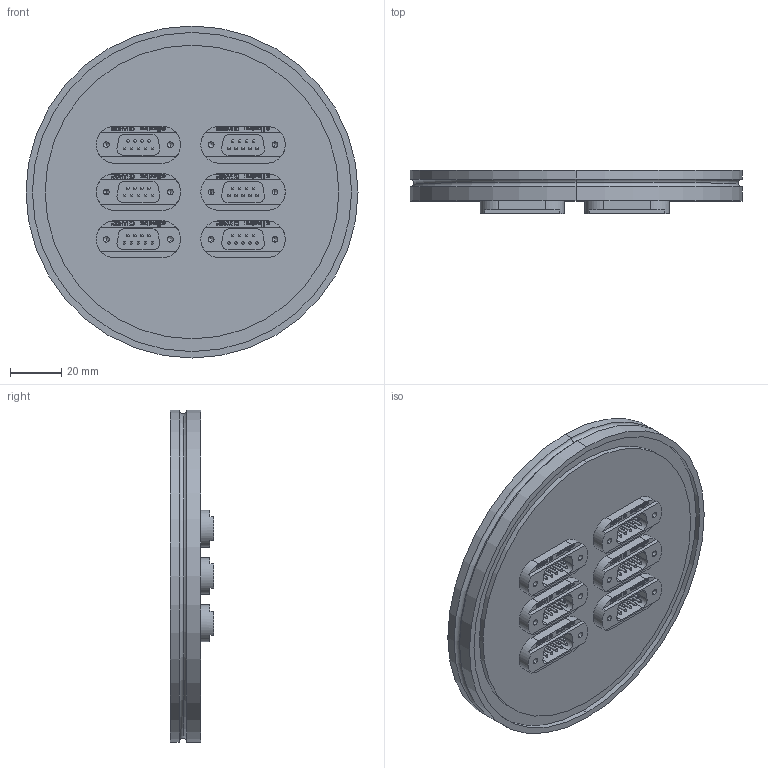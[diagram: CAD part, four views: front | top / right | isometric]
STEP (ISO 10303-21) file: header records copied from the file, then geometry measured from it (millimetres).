
FILE_DESCRIPTION (( 'STEP AP214' ), '1' );
FILE_NAME ('210-D09-ISO100-6.step', '2025-02-17T20:19:27', ( '' ), ( '' ), 'SwSTEP 2.0', 'SolidWorks 2022', '' );
FILE_SCHEMA (( 'AUTOMOTIVE_DESIGN' ));
Length unit declared in the file: millimetre
Products named in the file (5): 218-D9-37-SS_218-D09-SS; 210-D09-ISO100-6; 9210-D09-ISO100-6_DN100 ISO-K; 9210-PIN-FENI_Pin vergoldet; 9218-D9-37-SS-V22_9pin 1mm beschr. allectra
Assembly tree (17 placements, depth 3):
  210-D09-ISO100-6
    9210-D09-ISO100-6_DN100 ISO-K
    218-D9-37-SS_218-D09-SS  x6
      9218-D9-37-SS-V22_9pin 1mm beschr. allectra
      9210-PIN-FENI_Pin vergoldet
Bounding box: 130 x 17 x 130 mm (x, y, z)
Volume: 149090.8 mm3; surface area: 57682.4 mm2
Topology: 61 solids, 61 shells, 1852 faces, 5040 edges, 3302 vertices
Faces by surface type: plane 882, cylinder 636, bspline 162, sphere 108, cone 48, torus 16
Entity records: 11701 total; most frequent: CARTESIAN_POINT 3476, ORIENTED_EDGE 1650, DIRECTION 1621, EDGE_CURVE 825, VERTEX_POINT 544, AXIS2_PLACEMENT_3D 541, LINE 539, VECTOR 539
